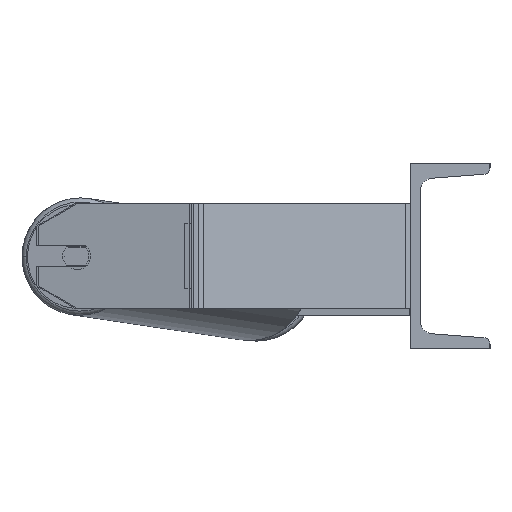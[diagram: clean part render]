
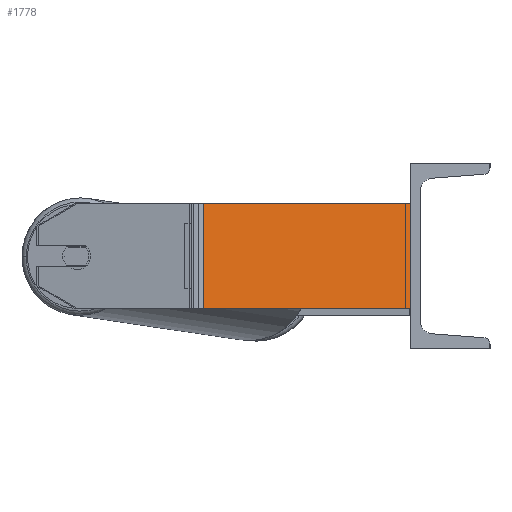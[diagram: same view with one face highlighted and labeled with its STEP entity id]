
A CAD part, left-side view. The second image highlights one B-rep face of the part: STEP entity #1778.
In plain terms, the highlighted planar face has unit normal (-0.866, -0.5, 0).
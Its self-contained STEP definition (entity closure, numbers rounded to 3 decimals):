
#354 = CARTESIAN_POINT ( 'NONE',  ( -1178.558, 162.048, 40. ) ) ;
#438 = CARTESIAN_POINT ( 'NONE',  ( -1085., 0., 40. ) ) ;
#910 = DIRECTION ( 'NONE',  ( 0.5, -0.866, 0. ) ) ;
#1045 = FACE_OUTER_BOUND ( 'NONE', #1299, .T. ) ;
#1299 = EDGE_LOOP ( 'NONE', ( #4784, #3290, #1372, #3757 ) ) ;
#1372 = ORIENTED_EDGE ( 'NONE', *, *, #2086, .F. ) ;
#1778 = ADVANCED_FACE ( 'NONE', ( #1045 ), #8947, .F. ) ;
#1891 = EDGE_CURVE ( 'NONE', #5717, #7515, #2433, .T. ) ;
#2086 = EDGE_CURVE ( 'NONE', #3143, #5717, #3052, .T. ) ;
#2286 = CARTESIAN_POINT ( 'NONE',  ( -1175.646, 157.004, -40. ) ) ;
#2433 = LINE ( 'NONE', #438, #6892 ) ;
#3019 = DIRECTION ( 'NONE',  ( 0., 0., -1. ) ) ;
#3052 = LINE ( 'NONE', #7220, #7607 ) ;
#3143 = VERTEX_POINT ( 'NONE', #4611 ) ;
#3290 = ORIENTED_EDGE ( 'NONE', *, *, #1891, .F. ) ;
#3554 = VERTEX_POINT ( 'NONE', #2286 ) ;
#3636 = EDGE_CURVE ( 'NONE', #3143, #3554, #6528, .T. ) ;
#3757 = ORIENTED_EDGE ( 'NONE', *, *, #3636, .T. ) ;
#4611 = CARTESIAN_POINT ( 'NONE',  ( -1175.646, 157.004, 40. ) ) ;
#4784 = ORIENTED_EDGE ( 'NONE', *, *, #6014, .T. ) ;
#4968 = AXIS2_PLACEMENT_3D ( 'NONE', #354, #7404, #8810 ) ;
#5087 = VECTOR ( 'NONE', #8666, 1000. ) ;
#5717 = VERTEX_POINT ( 'NONE', #6670 ) ;
#5779 = VECTOR ( 'NONE', #3019, 1000. ) ;
#5870 = LINE ( 'NONE', #5959, #5087 ) ;
#5959 = CARTESIAN_POINT ( 'NONE',  ( -1178.558, 162.048, -40. ) ) ;
#6014 = EDGE_CURVE ( 'NONE', #3554, #7515, #5870, .T. ) ;
#6528 = LINE ( 'NONE', #7231, #5779 ) ;
#6549 = CARTESIAN_POINT ( 'NONE',  ( -1085., 0., -40. ) ) ;
#6670 = CARTESIAN_POINT ( 'NONE',  ( -1085., 0., 40. ) ) ;
#6892 = VECTOR ( 'NONE', #7344, 1000. ) ;
#7220 = CARTESIAN_POINT ( 'NONE',  ( -1178.558, 162.048, 40. ) ) ;
#7231 = CARTESIAN_POINT ( 'NONE',  ( -1175.646, 157.004, 40. ) ) ;
#7344 = DIRECTION ( 'NONE',  ( 0., 0., -1. ) ) ;
#7404 = DIRECTION ( 'NONE',  ( 0.866, 0.5, 0. ) ) ;
#7515 = VERTEX_POINT ( 'NONE', #6549 ) ;
#7607 = VECTOR ( 'NONE', #910, 1000. ) ;
#8666 = DIRECTION ( 'NONE',  ( 0.5, -0.866, 0. ) ) ;
#8810 = DIRECTION ( 'NONE',  ( -0.5, 0.866, 0. ) ) ;
#8947 = PLANE ( 'NONE',  #4968 ) ;
